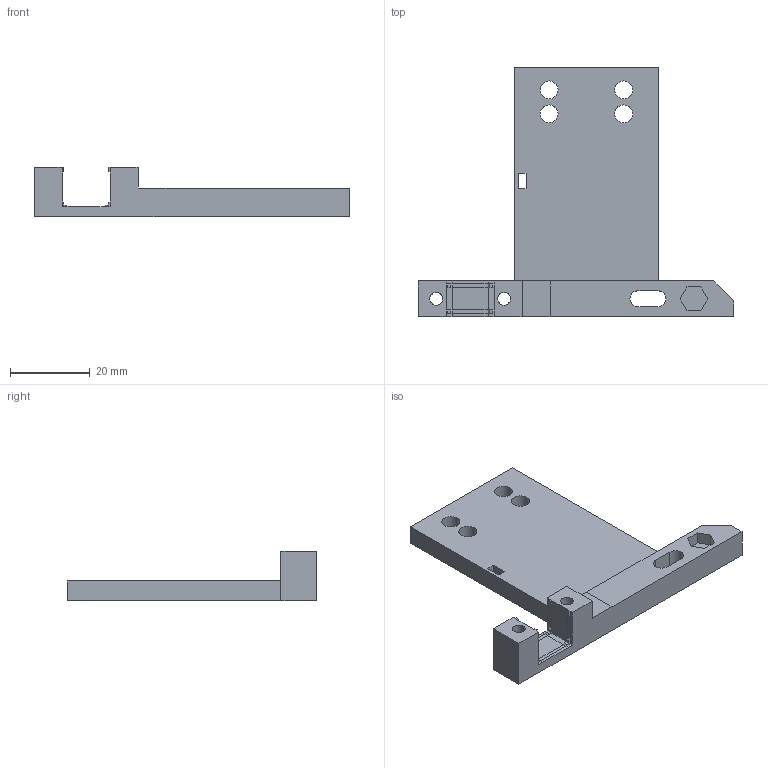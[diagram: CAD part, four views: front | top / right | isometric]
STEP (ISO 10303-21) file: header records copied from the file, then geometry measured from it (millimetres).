
FILE_DESCRIPTION(('FreeCAD Model'),'2;1');
FILE_NAME('Open CASCADE Shape Model','2025-06-03T22:38:55',(''),(''), 'Open CASCADE STEP processor 7.8','FreeCAD','Unknown');
FILE_SCHEMA(('AUTOMOTIVE_DESIGN { 1 0 10303 214 1 1 1 1 }'));
Length unit declared in the file: millimetre
Products named in the file (1): Mount
Bounding box: 79 x 62.5 x 12.5 mm (x, y, z)
Volume: 14012.4 mm3; surface area: 7958.7 mm2
Topology: 1 solids, 1 shells, 123 faces, 294 edges, 174 vertices
Faces by surface type: plane 115, cylinder 8
Full cylindrical faces by diameter (mm): 3.2 x2, 4.5 x4
Entity records: 7313 total; most frequent: CARTESIAN_POINT 1222, DIRECTION 1139, LINE 850, VECTOR 850, ORIENTED_EDGE 588, PCURVE 588, DEFINITIONAL_REPRESENTATION 588, EDGE_CURVE 294
